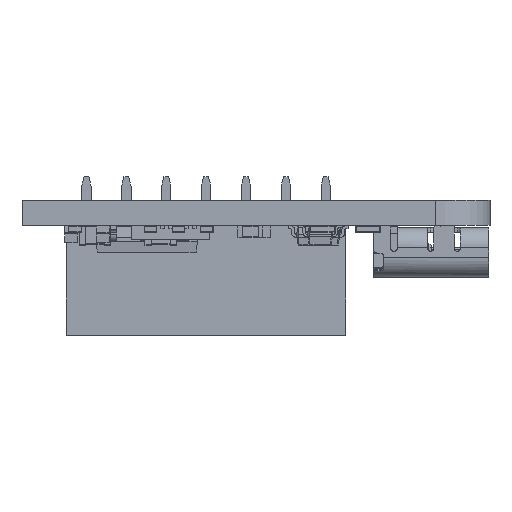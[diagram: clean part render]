
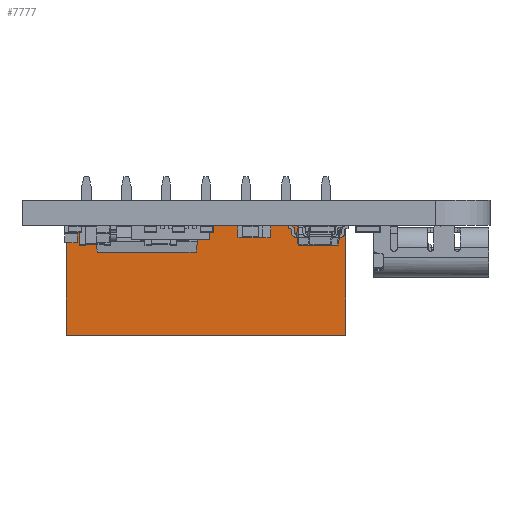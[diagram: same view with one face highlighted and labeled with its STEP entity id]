
A CAD part, front view. The second image highlights one B-rep face of the part: STEP entity #7777.
In plain terms, the highlighted face is planar.
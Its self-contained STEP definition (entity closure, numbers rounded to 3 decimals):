
#6154 = VERTEX_POINT('',#6155);
#6155 = CARTESIAN_POINT('',(-3.81,-16.51,0.));
#6163 = EDGE_CURVE('',#6154,#6164,#6166,.T.);
#6164 = VERTEX_POINT('',#6165);
#6165 = CARTESIAN_POINT('',(-3.81,-16.51,7.));
#6166 = LINE('',#6167,#6168);
#6167 = CARTESIAN_POINT('',(-3.81,-16.51,0.));
#6168 = VECTOR('',#6169,1.);
#6169 = DIRECTION('',(0.,0.,1.));
#6226 = VERTEX_POINT('',#6227);
#6227 = CARTESIAN_POINT('',(-3.81,1.27,7.));
#6233 = EDGE_CURVE('',#6234,#6226,#6236,.T.);
#6234 = VERTEX_POINT('',#6235);
#6235 = CARTESIAN_POINT('',(-3.81,1.27,0.));
#6236 = LINE('',#6237,#6238);
#6237 = CARTESIAN_POINT('',(-3.81,1.27,0.));
#6238 = VECTOR('',#6239,1.);
#6239 = DIRECTION('',(0.,0.,1.));
#6298 = EDGE_CURVE('',#6226,#6164,#6299,.T.);
#6299 = LINE('',#6300,#6301);
#6300 = CARTESIAN_POINT('',(-3.81,1.27,7.));
#6301 = VECTOR('',#6302,1.);
#6302 = DIRECTION('',(0.,-1.,0.));
#6796 = EDGE_CURVE('',#6234,#6154,#6797,.T.);
#6797 = LINE('',#6798,#6799);
#6798 = CARTESIAN_POINT('',(-3.81,1.27,0.));
#6799 = VECTOR('',#6800,1.);
#6800 = DIRECTION('',(0.,-1.,0.));
#7777 = ADVANCED_FACE('',(#7778),#7784,.F.);
#7778 = FACE_BOUND('',#7779,.F.);
#7779 = EDGE_LOOP('',(#7780,#7781,#7782,#7783));
#7780 = ORIENTED_EDGE('',*,*,#6233,.T.);
#7781 = ORIENTED_EDGE('',*,*,#6298,.T.);
#7782 = ORIENTED_EDGE('',*,*,#6163,.F.);
#7783 = ORIENTED_EDGE('',*,*,#6796,.F.);
#7784 = PLANE('',#7785);
#7785 = AXIS2_PLACEMENT_3D('',#7786,#7787,#7788);
#7786 = CARTESIAN_POINT('',(-3.81,1.27,0.));
#7787 = DIRECTION('',(1.,0.,0.));
#7788 = DIRECTION('',(0.,-1.,0.));
